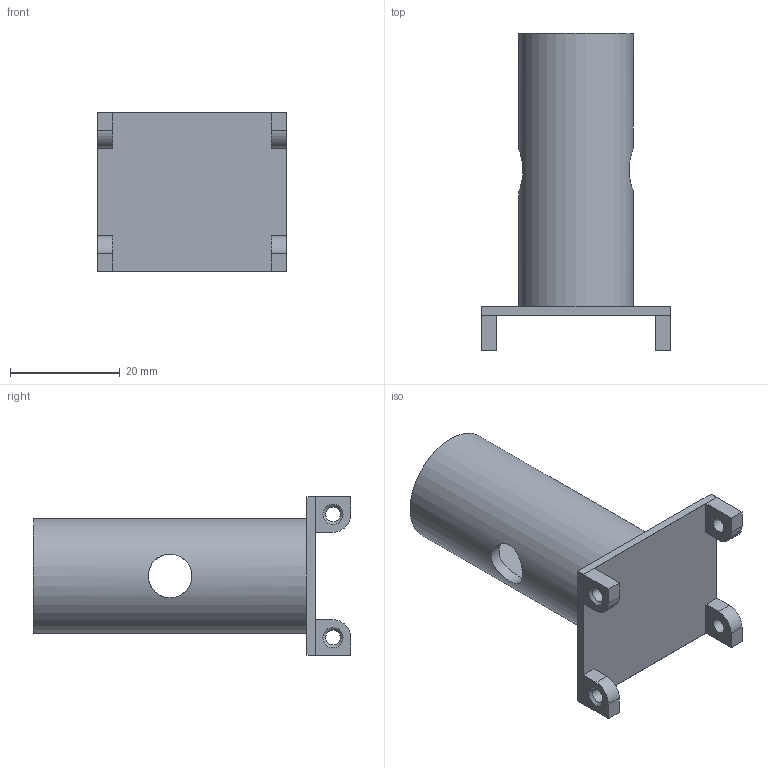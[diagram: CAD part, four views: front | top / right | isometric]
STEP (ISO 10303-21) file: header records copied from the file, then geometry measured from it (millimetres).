
FILE_DESCRIPTION(/* description */ ('STEP AP242','CAx-IF Rec.Pracs.---Representation and Presentation of Product Manufacturing Information (PMI)---4.0---2014-10-13','CAx-IF Rec.Pracs.---3D Tessellated Geometry---0.4---2014-09-14','2;1'),/* implementation_level */ '2;1');
FILE_NAME(/* name */ '6745cfab1da25762f5d6d3e0',/* time_stamp */ '2024-11-26T13:39:56Z',/* author */ (''),/* organization */ (''),/* preprocessor_version */ 'ST-DEVELOPER v20',/* originating_system */ 'ONSHAPE BY PTC INC, 1.190',/* authorisation */ ' ');
FILE_SCHEMA (('AP242_MANAGED_MODEL_BASED_3D_ENGINEERING_MIM_LF { 1 0 10303 442 1 1 4 }'));
Length unit declared in the file: metre
Products named in the file (5): Part 3; Part 1; Part 2; Part 4; Part 5
Bounding box: 34.5 x 58 x 29 mm (x, y, z)
Volume: 12145 mm3; surface area: 15363.7 mm2
Topology: 5 solids, 5 shells, 54 faces, 128 edges, 84 vertices
Faces by surface type: plane 38, cylinder 12, cone 4
Full cylindrical faces by diameter (mm): 2.7 x4, 8 x2, 17 x1, 21 x1
Entity records: 1699 total; most frequent: CARTESIAN_POINT 331, DIRECTION 254, ORIENTED_EDGE 232, EDGE_CURVE 116, LINE 88, VECTOR 88, VERTEX_POINT 84, AXIS2_PLACEMENT_3D 83
